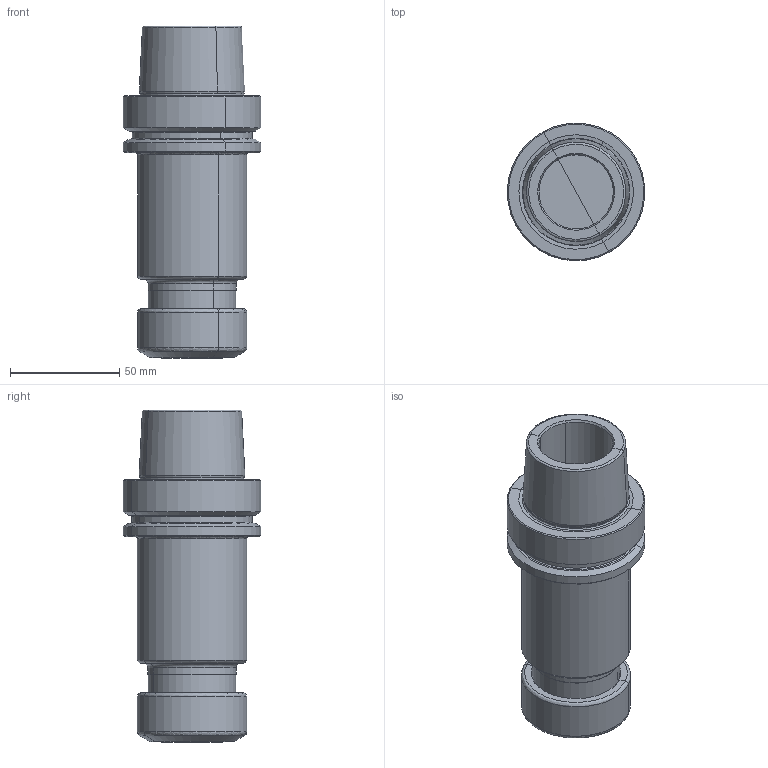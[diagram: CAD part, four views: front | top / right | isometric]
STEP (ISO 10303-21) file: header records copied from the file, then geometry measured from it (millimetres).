
FILE_DESCRIPTION(('CATIA V5 STEP','CAx-IF Rec.Pracs.--- Model Styling and Organization---1.2---2011-12-15'),'2;1');
FILE_NAME('4561151 L.stp','2016-03-09T12:14:54+00:00',('none'),('none'),'CATIA Version 5 Release 21 SP 5 (IN-10)','CATIA V5 STEP AP214','none');
FILE_SCHEMA(('AUTOMOTIVE_DESIGN { 1 0 10303 214 1 1 1 1 }'));
Length unit declared in the file: millimetre
Products named in the file (1): HSK A 63 ER32X120
Bounding box: 62.88 x 62.99 x 152.03 mm (x, y, z)
Volume: 238536.3 mm3; surface area: 40250.5 mm2
Topology: 1 solids, 1 shells, 108 faces, 217 edges, 111 vertices
Faces by surface type: revolution 86, plane 22
Entity records: 3366 total; most frequent: CARTESIAN_POINT 1373, ORIENTED_EDGE 434, DIRECTION 245, EDGE_CURVE 217, B_SPLINE_CURVE_WITH_KNOTS 172, AXIS2_PLACEMENT_3D 126, CIRCLE 111, VERTEX_POINT 111
